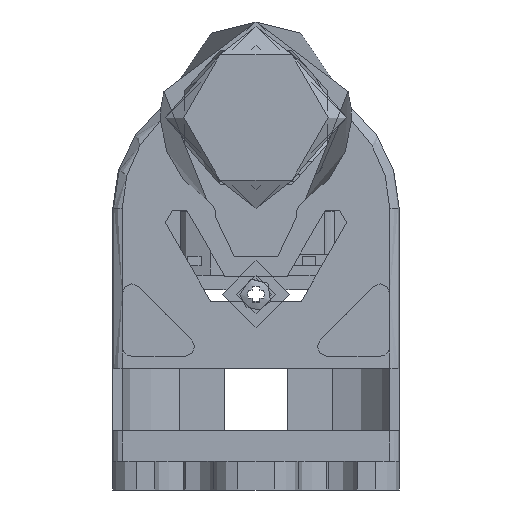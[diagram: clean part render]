
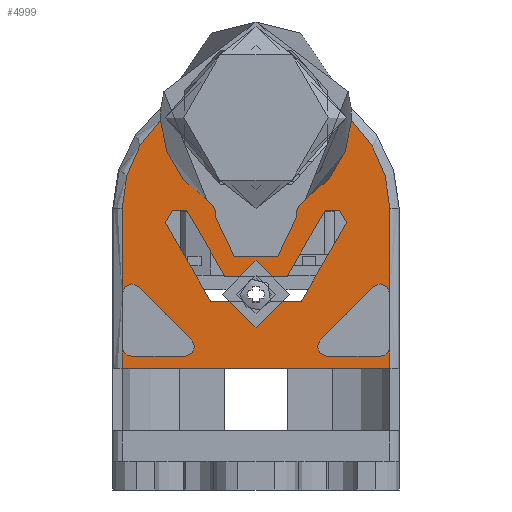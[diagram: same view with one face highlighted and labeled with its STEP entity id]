
A CAD part, front view. The second image highlights one B-rep face of the part: STEP entity #4999.
In plain terms, the highlighted planar face has unit normal (0, -1, 0).
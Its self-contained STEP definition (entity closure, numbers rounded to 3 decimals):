
#82=PLANE('',#5285);
#178=FACE_BOUND('',#1424,.T.);
#239=LINE('',#7398,#737);
#241=LINE('',#7401,#739);
#255=LINE('',#7430,#753);
#259=LINE('',#7442,#757);
#260=LINE('',#7446,#758);
#261=LINE('',#7450,#759);
#262=LINE('',#7453,#760);
#263=LINE('',#7457,#761);
#264=LINE('',#7461,#762);
#737=VECTOR('',#5865,8.91);
#739=VECTOR('',#5867,2.3);
#753=VECTOR('',#5891,28.);
#757=VECTOR('',#5901,8.91);
#758=VECTOR('',#5904,7.905);
#759=VECTOR('',#5907,5.59);
#760=VECTOR('',#5910,2.3);
#761=VECTOR('',#5913,5.59);
#762=VECTOR('',#5916,7.905);
#1218=FACE_OUTER_BOUND('',#1423,.T.);
#1423=EDGE_LOOP('',(#3543,#3544,#3545,#3546,#3547,#3548,#3549,#3550,#3551,
#3552,#3553,#3554,#3555,#3556,#3557,#3558,#3559,#3560,#3561,#3562,#3563,
#3564));
#1424=EDGE_LOOP('',(#3565,#3566,#3567,#3568));
#1646=CIRCLE('',#5244,2.);
#1649=CIRCLE('',#5248,4.25);
#1650=CIRCLE('',#5250,2.);
#1652=CIRCLE('',#5253,10.);
#1654=CIRCLE('',#5255,10.);
#1669=CIRCLE('',#5280,12.5);
#1672=CIRCLE('',#5286,12.5);
#1673=CIRCLE('',#5287,1.);
#1674=CIRCLE('',#5288,1.);
#1675=CIRCLE('',#5289,1.);
#1676=CIRCLE('',#5290,1.);
#1677=CIRCLE('',#5291,1.);
#1678=CIRCLE('',#5292,1.);
#1679=CIRCLE('',#5293,1.5);
#1680=CIRCLE('',#5294,6.5);
#1681=CIRCLE('',#5295,1.5);
#1682=CIRCLE('',#5296,9.5);
#1947=VERTEX_POINT('',#7260);
#1948=VERTEX_POINT('',#7261);
#1952=VERTEX_POINT('',#7271);
#1953=VERTEX_POINT('',#7275);
#1955=VERTEX_POINT('',#7281);
#1960=VERTEX_POINT('',#7302);
#1990=VERTEX_POINT('',#7390);
#1993=VERTEX_POINT('',#7395);
#1994=VERTEX_POINT('',#7397);
#1995=VERTEX_POINT('',#7399);
#2005=VERTEX_POINT('',#7429);
#2009=VERTEX_POINT('',#7439);
#2010=VERTEX_POINT('',#7441);
#2011=VERTEX_POINT('',#7443);
#2012=VERTEX_POINT('',#7445);
#2013=VERTEX_POINT('',#7447);
#2014=VERTEX_POINT('',#7449);
#2015=VERTEX_POINT('',#7451);
#2016=VERTEX_POINT('',#7454);
#2017=VERTEX_POINT('',#7456);
#2018=VERTEX_POINT('',#7458);
#2019=VERTEX_POINT('',#7460);
#2020=VERTEX_POINT('',#7463);
#2021=VERTEX_POINT('',#7464);
#2022=VERTEX_POINT('',#7466);
#2023=VERTEX_POINT('',#7468);
#2599=EDGE_CURVE('',#1947,#1948,#1646,.T.);
#2605=EDGE_CURVE('',#1948,#1952,#1649,.T.);
#2606=EDGE_CURVE('',#1952,#1953,#1650,.T.);
#2609=EDGE_CURVE('',#1955,#1947,#1652,.T.);
#2615=EDGE_CURVE('',#1953,#1960,#1654,.T.);
#2655=EDGE_CURVE('',#1993,#1994,#239,.T.);
#2657=EDGE_CURVE('',#1995,#1990,#241,.T.);
#2658=EDGE_CURVE('',#1955,#1993,#1669,.T.);
#2673=EDGE_CURVE('',#2005,#1990,#255,.T.);
#2678=EDGE_CURVE('',#2009,#1960,#1672,.T.);
#2679=EDGE_CURVE('',#2010,#2009,#259,.T.);
#2680=EDGE_CURVE('',#2010,#2011,#1673,.T.);
#2681=EDGE_CURVE('',#2011,#2012,#260,.T.);
#2682=EDGE_CURVE('',#2012,#2013,#1674,.T.);
#2683=EDGE_CURVE('',#2013,#2014,#261,.T.);
#2684=EDGE_CURVE('',#2014,#2015,#1675,.T.);
#2685=EDGE_CURVE('',#2005,#2015,#262,.T.);
#2686=EDGE_CURVE('',#1995,#2016,#1676,.T.);
#2687=EDGE_CURVE('',#2016,#2017,#263,.T.);
#2688=EDGE_CURVE('',#2017,#2018,#1677,.T.);
#2689=EDGE_CURVE('',#2018,#2019,#264,.T.);
#2690=EDGE_CURVE('',#2019,#1994,#1678,.T.);
#2691=EDGE_CURVE('',#2020,#2021,#1679,.T.);
#2692=EDGE_CURVE('',#2021,#2022,#1680,.T.);
#2693=EDGE_CURVE('',#2022,#2023,#1681,.T.);
#2694=EDGE_CURVE('',#2023,#2020,#1682,.T.);
#3543=ORIENTED_EDGE('',*,*,#2599,.T.);
#3544=ORIENTED_EDGE('',*,*,#2605,.T.);
#3545=ORIENTED_EDGE('',*,*,#2606,.T.);
#3546=ORIENTED_EDGE('',*,*,#2615,.T.);
#3547=ORIENTED_EDGE('',*,*,#2678,.F.);
#3548=ORIENTED_EDGE('',*,*,#2679,.F.);
#3549=ORIENTED_EDGE('',*,*,#2680,.T.);
#3550=ORIENTED_EDGE('',*,*,#2681,.T.);
#3551=ORIENTED_EDGE('',*,*,#2682,.T.);
#3552=ORIENTED_EDGE('',*,*,#2683,.T.);
#3553=ORIENTED_EDGE('',*,*,#2684,.T.);
#3554=ORIENTED_EDGE('',*,*,#2685,.F.);
#3555=ORIENTED_EDGE('',*,*,#2673,.T.);
#3556=ORIENTED_EDGE('',*,*,#2657,.F.);
#3557=ORIENTED_EDGE('',*,*,#2686,.T.);
#3558=ORIENTED_EDGE('',*,*,#2687,.T.);
#3559=ORIENTED_EDGE('',*,*,#2688,.T.);
#3560=ORIENTED_EDGE('',*,*,#2689,.T.);
#3561=ORIENTED_EDGE('',*,*,#2690,.T.);
#3562=ORIENTED_EDGE('',*,*,#2655,.F.);
#3563=ORIENTED_EDGE('',*,*,#2658,.F.);
#3564=ORIENTED_EDGE('',*,*,#2609,.T.);
#3565=ORIENTED_EDGE('',*,*,#2691,.T.);
#3566=ORIENTED_EDGE('',*,*,#2692,.T.);
#3567=ORIENTED_EDGE('',*,*,#2693,.T.);
#3568=ORIENTED_EDGE('',*,*,#2694,.T.);
#4999=ADVANCED_FACE('',(#1218,#178),#82,.T.);
#5244=AXIS2_PLACEMENT_3D('',#7262,#5764,#5765);
#5248=AXIS2_PLACEMENT_3D('',#7273,#5775,#5776);
#5250=AXIS2_PLACEMENT_3D('',#7276,#5779,#5780);
#5253=AXIS2_PLACEMENT_3D('',#7282,#5786,#5787);
#5255=AXIS2_PLACEMENT_3D('',#7315,#5792,#5793);
#5280=AXIS2_PLACEMENT_3D('',#7403,#5870,#5871);
#5285=AXIS2_PLACEMENT_3D('',#7438,#5897,#5898);
#5286=AXIS2_PLACEMENT_3D('',#7440,#5899,#5900);
#5287=AXIS2_PLACEMENT_3D('',#7444,#5902,#5903);
#5288=AXIS2_PLACEMENT_3D('',#7448,#5905,#5906);
#5289=AXIS2_PLACEMENT_3D('',#7452,#5908,#5909);
#5290=AXIS2_PLACEMENT_3D('',#7455,#5911,#5912);
#5291=AXIS2_PLACEMENT_3D('',#7459,#5914,#5915);
#5292=AXIS2_PLACEMENT_3D('',#7462,#5917,#5918);
#5293=AXIS2_PLACEMENT_3D('',#7465,#5919,#5920);
#5294=AXIS2_PLACEMENT_3D('',#7467,#5921,#5922);
#5295=AXIS2_PLACEMENT_3D('',#7469,#5923,#5924);
#5296=AXIS2_PLACEMENT_3D('',#7470,#5925,#5926);
#5764=DIRECTION('center_axis',(0.,-1.,0.));
#5765=DIRECTION('ref_axis',(-0.898,0.,0.439));
#5775=DIRECTION('center_axis',(0.,1.,0.));
#5776=DIRECTION('ref_axis',(-0.744,0.,0.668));
#5779=DIRECTION('center_axis',(0.,-1.,0.));
#5780=DIRECTION('ref_axis',(0.898,0.,0.439));
#5786=DIRECTION('center_axis',(0.,1.,0.));
#5787=DIRECTION('ref_axis',(-1.,0.,0.));
#5792=DIRECTION('center_axis',(0.,1.,0.));
#5793=DIRECTION('ref_axis',(-1.,0.,0.));
#5865=DIRECTION('',(0.,0.,-1.));
#5867=DIRECTION('',(0.,0.,-1.));
#5870=DIRECTION('center_axis',(0.,1.,0.));
#5871=DIRECTION('ref_axis',(0.902,0.,0.433));
#5891=DIRECTION('',(1.,0.,0.));
#5897=DIRECTION('center_axis',(0.,-1.,0.));
#5898=DIRECTION('ref_axis',(1.,0.,0.));
#5899=DIRECTION('center_axis',(0.,1.,0.));
#5900=DIRECTION('ref_axis',(-0.902,0.,0.433));
#5901=DIRECTION('',(0.,0.,1.));
#5902=DIRECTION('center_axis',(0.,1.,0.));
#5903=DIRECTION('ref_axis',(-0.707,0.,-0.707));
#5904=DIRECTION('',(0.707,0.,-0.707));
#5905=DIRECTION('center_axis',(0.,1.,0.));
#5906=DIRECTION('ref_axis',(0.,0.,1.));
#5907=DIRECTION('',(-1.,0.,0.));
#5908=DIRECTION('center_axis',(0.,1.,0.));
#5909=DIRECTION('ref_axis',(1.,0.,0.));
#5910=DIRECTION('',(0.,0.,1.));
#5911=DIRECTION('center_axis',(0.,1.,0.));
#5912=DIRECTION('ref_axis',(0.,0.,-1.));
#5913=DIRECTION('',(-1.,0.,0.));
#5914=DIRECTION('center_axis',(0.,1.,0.));
#5915=DIRECTION('ref_axis',(-0.707,0.,0.707));
#5916=DIRECTION('',(0.707,0.,0.707));
#5917=DIRECTION('center_axis',(0.,1.,0.));
#5918=DIRECTION('ref_axis',(1.,0.,0.));
#5919=DIRECTION('center_axis',(0.,1.,0.));
#5920=DIRECTION('ref_axis',(-1.,0.,0.));
#5921=DIRECTION('center_axis',(0.,-1.,0.));
#5922=DIRECTION('ref_axis',(-1.,0.,0.));
#5923=DIRECTION('center_axis',(0.,1.,0.));
#5924=DIRECTION('ref_axis',(-1.,0.,0.));
#5925=DIRECTION('center_axis',(0.,1.,0.));
#5926=DIRECTION('ref_axis',(1.,0.,0.));
#7260=CARTESIAN_POINT('',(5.173,-20.,30.442));
#7261=CARTESIAN_POINT('',(4.221,-20.,28.496));
#7262=CARTESIAN_POINT('Origin',(6.207,-20.,28.73));
#7271=CARTESIAN_POINT('',(-4.221,-20.,28.496));
#7273=CARTESIAN_POINT('Origin',(0.,-20.,28.));
#7275=CARTESIAN_POINT('',(-5.173,-20.,30.442));
#7276=CARTESIAN_POINT('Origin',(-6.207,-20.,28.73));
#7281=CARTESIAN_POINT('',(9.995,-20.,38.67));
#7282=CARTESIAN_POINT('Origin',(0.,-20.,39.));
#7302=CARTESIAN_POINT('',(-9.995,-20.,38.67));
#7315=CARTESIAN_POINT('Origin',(0.,-20.,39.));
#7390=CARTESIAN_POINT('',(14.,-20.,12.7));
#7395=CARTESIAN_POINT('',(14.,-20.,29.5));
#7397=CARTESIAN_POINT('',(14.,-20.,20.59));
#7398=CARTESIAN_POINT('',(14.,-20.,19.5));
#7399=CARTESIAN_POINT('',(14.,-20.,15.));
#7401=CARTESIAN_POINT('',(14.,-20.,19.5));
#7403=CARTESIAN_POINT('Origin',(1.5,-20.,29.5));
#7429=CARTESIAN_POINT('',(-14.,-20.,12.7));
#7430=CARTESIAN_POINT('',(0.,-20.,12.7));
#7438=CARTESIAN_POINT('Origin',(0.,-20.,39.));
#7439=CARTESIAN_POINT('',(-14.,-20.,29.5));
#7440=CARTESIAN_POINT('Origin',(-1.5,-20.,29.5));
#7441=CARTESIAN_POINT('',(-14.,-20.,20.59));
#7442=CARTESIAN_POINT('',(-14.,-20.,34.25));
#7443=CARTESIAN_POINT('',(-12.293,-20.,21.297));
#7444=CARTESIAN_POINT('Origin',(-13.,-20.,20.59));
#7445=CARTESIAN_POINT('',(-6.703,-20.,15.707));
#7446=CARTESIAN_POINT('',(-13.645,-20.,22.65));
#7447=CARTESIAN_POINT('',(-7.41,-20.,14.));
#7448=CARTESIAN_POINT('Origin',(-7.41,-20.,15.));
#7449=CARTESIAN_POINT('',(-13.,-20.,14.));
#7450=CARTESIAN_POINT('',(-3.705,-20.,14.));
#7451=CARTESIAN_POINT('',(-14.,-20.,15.));
#7452=CARTESIAN_POINT('Origin',(-13.,-20.,15.));
#7453=CARTESIAN_POINT('',(-14.,-20.,34.25));
#7454=CARTESIAN_POINT('',(13.,-20.,14.));
#7455=CARTESIAN_POINT('Origin',(13.,-20.,15.));
#7456=CARTESIAN_POINT('',(7.41,-20.,14.));
#7457=CARTESIAN_POINT('',(6.5,-20.,14.));
#7458=CARTESIAN_POINT('',(6.703,-20.,15.707));
#7459=CARTESIAN_POINT('Origin',(7.41,-20.,15.));
#7460=CARTESIAN_POINT('',(12.293,-20.,21.297));
#7461=CARTESIAN_POINT('',(10.85,-20.,19.855));
#7462=CARTESIAN_POINT('Origin',(13.,-20.,20.59));
#7463=CARTESIAN_POINT('',(-9.5,-20.,28.));
#7464=CARTESIAN_POINT('',(-6.5,-20.,28.));
#7465=CARTESIAN_POINT('Origin',(-8.,-20.,28.));
#7466=CARTESIAN_POINT('',(6.5,-20.,28.));
#7467=CARTESIAN_POINT('Origin',(0.,-20.,28.));
#7468=CARTESIAN_POINT('',(9.5,-20.,28.));
#7469=CARTESIAN_POINT('Origin',(8.,-20.,28.));
#7470=CARTESIAN_POINT('Origin',(0.,-20.,28.));
